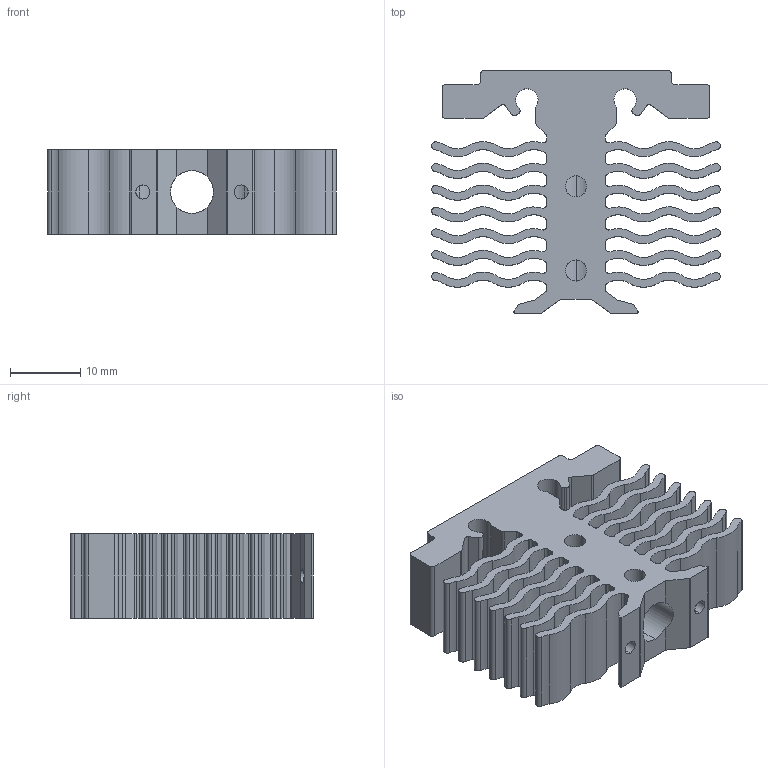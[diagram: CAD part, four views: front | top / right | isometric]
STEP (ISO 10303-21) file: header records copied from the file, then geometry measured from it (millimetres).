
FILE_DESCRIPTION (( 'STEP AP214' ), '1' );
FILE_NAME ('E3Neo_heat_sink.STEP', '2023-12-18T07:02:06', ( '' ), ( '' ), 'SwSTEP 2.0', 'SolidWorks 2020', '' );
FILE_SCHEMA (( 'AUTOMOTIVE_DESIGN' ));
Length unit declared in the file: millimetre
Products named in the file (1): E3Neo_heat_sink
Bounding box: 41.12 x 34.6 x 12.1 mm (x, y, z)
Volume: 7412.9 mm3; surface area: 9966.3 mm2
Topology: 1 solids, 1 shells, 319 faces, 962 edges, 641 vertices
Faces by surface type: cylinder 265, plane 51, bspline 3
Entity records: 12274 total; most frequent: CARTESIAN_POINT 3228, DIRECTION 2043, ORIENTED_EDGE 1924, EDGE_CURVE 962, AXIS2_PLACEMENT_3D 816, VERTEX_POINT 641, CIRCLE 499, LINE 411
